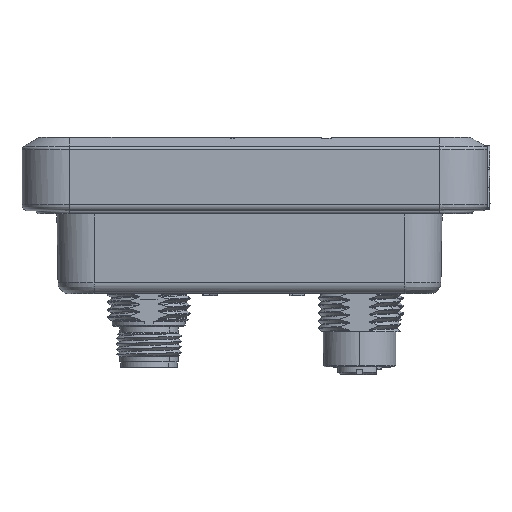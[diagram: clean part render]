
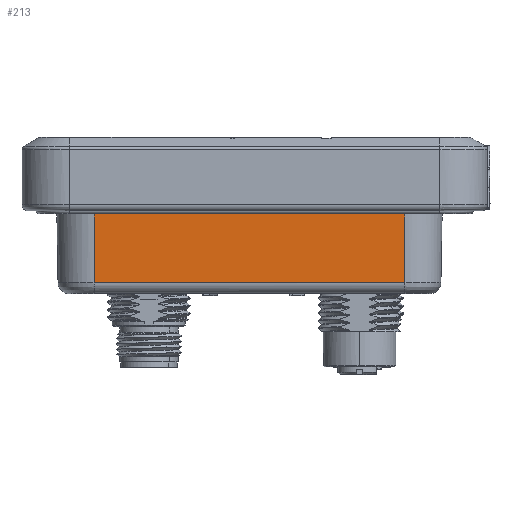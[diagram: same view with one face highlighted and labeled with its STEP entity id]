
A CAD part, left-side view. The second image highlights one B-rep face of the part: STEP entity #213.
In plain terms, the highlighted planar face has unit normal (-1, 0, -0.018).
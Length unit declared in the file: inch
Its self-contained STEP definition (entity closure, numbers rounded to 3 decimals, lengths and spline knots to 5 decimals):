
#213=ADVANCED_FACE('',(#2223),#31508,.T.);
#2223=FACE_OUTER_BOUND('',#4042,.T.);
#4042=EDGE_LOOP('',(#6591,#6592,#6593,#6594));
#6591=ORIENTED_EDGE('',*,*,#16811,.F.);
#6592=ORIENTED_EDGE('',*,*,#16812,.T.);
#6593=ORIENTED_EDGE('',*,*,#16813,.T.);
#6594=ORIENTED_EDGE('',*,*,#16787,.T.);
#16787=EDGE_CURVE('',#27120,#27121,#23391,.T.);
#16811=EDGE_CURVE('',#27133,#27121,#23404,.T.);
#16812=EDGE_CURVE('',#27133,#27134,#23405,.T.);
#16813=EDGE_CURVE('',#27134,#27120,#23406,.T.);
#23391=B_SPLINE_CURVE_WITH_KNOTS('',1,(#37883,#37884),.UNSPECIFIED.,.F.,
 .F.,(2,2),(0.,2.26),.UNSPECIFIED.);
#23404=B_SPLINE_CURVE_WITH_KNOTS('',1,(#37942,#37943),.UNSPECIFIED.,.F.,
 .F.,(2,2),(0.,0.50797),.UNSPECIFIED.);
#23405=B_SPLINE_CURVE_WITH_KNOTS('',1,(#37944,#37945),.UNSPECIFIED.,.F.,
 .F.,(2,2),(0.,2.26),.UNSPECIFIED.);
#23406=B_SPLINE_CURVE_WITH_KNOTS('',1,(#37946,#37947),.UNSPECIFIED.,.F.,
 .F.,(2,2),(0.,0.50797),.UNSPECIFIED.);
#27120=VERTEX_POINT('',#36256);
#27121=VERTEX_POINT('',#36257);
#27133=VERTEX_POINT('',#36269);
#27134=VERTEX_POINT('',#36270);
#31508=PLANE('',#32183);
#32183=AXIS2_PLACEMENT_3D('',#34799,#33376,$);
#33376=DIRECTION('',(-1.,0.,-0.017));
#34799=CARTESIAN_POINT('',(-1.77024,1.13,0.58649));
#36256=CARTESIAN_POINT('',(-1.76137,1.13,0.0786));
#36257=CARTESIAN_POINT('',(-1.76137,-1.13,0.0786));
#36269=CARTESIAN_POINT('',(-1.77024,-1.13,0.58649));
#36270=CARTESIAN_POINT('',(-1.77024,1.13,0.58649));
#37883=CARTESIAN_POINT('',(-1.76137,1.13,0.0786));
#37884=CARTESIAN_POINT('',(-1.76137,-1.13,0.0786));
#37942=CARTESIAN_POINT('',(-1.77024,-1.13,0.58649));
#37943=CARTESIAN_POINT('',(-1.76137,-1.13,0.0786));
#37944=CARTESIAN_POINT('',(-1.77024,-1.13,0.58649));
#37945=CARTESIAN_POINT('',(-1.77024,1.13,0.58649));
#37946=CARTESIAN_POINT('',(-1.77024,1.13,0.58649));
#37947=CARTESIAN_POINT('',(-1.76137,1.13,0.0786));
